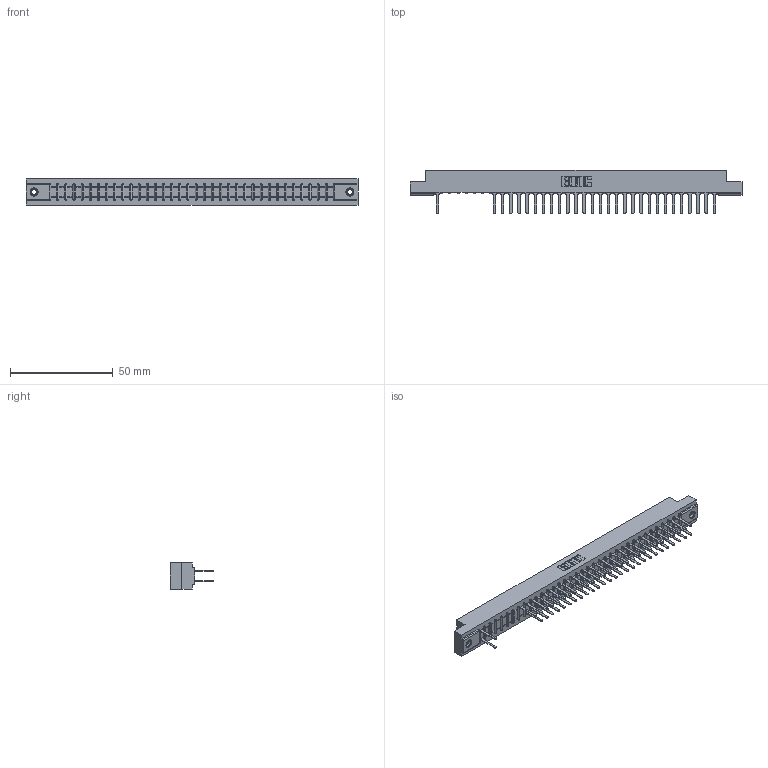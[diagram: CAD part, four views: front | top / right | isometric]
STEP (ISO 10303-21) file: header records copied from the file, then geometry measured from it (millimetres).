
FILE_DESCRIPTION (( 'STEP AP203' ), '1' );
FILE_NAME ('307-070-522-207.STEP', '2018-08-06T12:48:07', ( '' ), ( '' ), 'SwSTEP 2.0', 'SolidWorks 2016', '' );
FILE_SCHEMA (( 'CONFIG_CONTROL_DESIGN' ));
Length unit declared in the file: inch
Products named in the file (4): 307 Part_.156 Dia Mounting Holes; 307-290-001_522; 345-250-001_345-250-005-103; 307-070-522-207
Assembly tree (60 placements, depth 2):
  307-070-522-207
    307 Part_.156 Dia Mounting Holes
    307-290-001_522  x57
    345-250-001_345-250-005-103  x2
Bounding box: 161.7 x 21.11 x 12.7 mm (x, y, z)
Volume: 17085.8 mm3; surface area: 20313.9 mm2
Topology: 60 solids, 60 shells, 2966 faces, 8285 edges, 5342 vertices
Faces by surface type: plane 1947, cylinder 931, sphere 72, cone 12, torus 4
Entity records: 32725 total; most frequent: CARTESIAN_POINT 5393, ORIENTED_EDGE 5350, DIRECTION 5281, EDGE_CURVE 2675, VECTOR 2049, LINE 2049, VERTEX_POINT 1728, AXIS2_PLACEMENT_3D 1616
